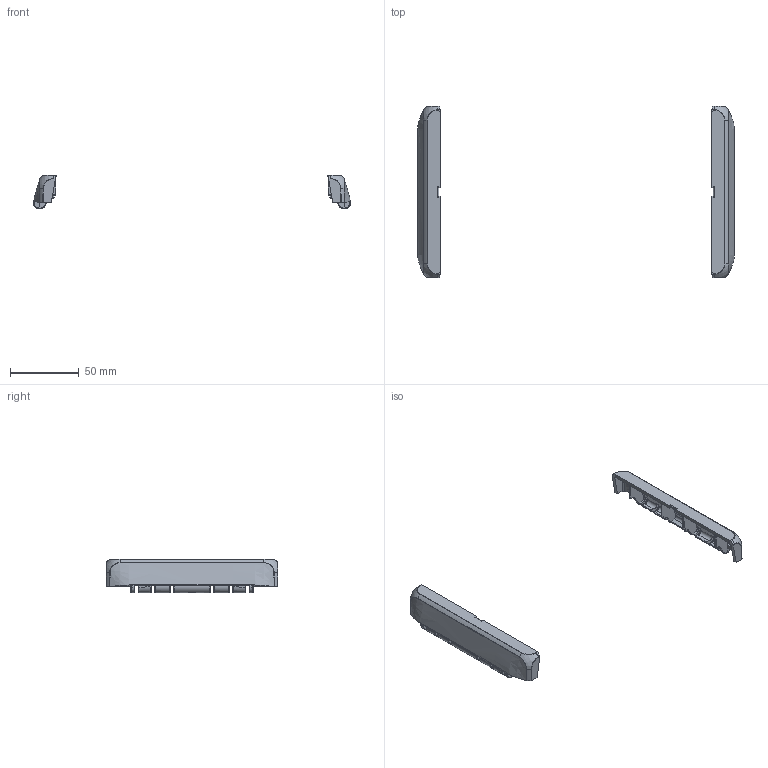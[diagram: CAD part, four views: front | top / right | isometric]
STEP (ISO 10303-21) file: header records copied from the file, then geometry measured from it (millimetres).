
FILE_DESCRIPTION((''),'2;1');
FILE_NAME('a96310200_B SC 13 PC-V0 3000.stp','2012-09-17T16:07:03',('haertel'),(''),'Autodesk Inventor 2013','Autodesk Inventor 2013','');
FILE_SCHEMA(('AUTOMOTIVE_DESIGN { 1 0 10303 214 1 1 1 1 }'));
Length unit declared in the file: millimetre
Products named in the file (2): B-SC 13_3Dsym; 1010349_3Dsym
Assembly tree (2 placements, depth 2):
  B-SC 13_3Dsym
    1010349_3Dsym  x2
Bounding box: 231 x 125 x 24.5 mm (x, y, z)
Volume: 23403.3 mm3; surface area: 22179.5 mm2
Topology: 2 solids, 2 shells, 686 faces, 1842 edges, 1162 vertices
Faces by surface type: bspline 258, cylinder 206, plane 206, sphere 16
Entity records: 37391 total; most frequent: CARTESIAN_POINT 29460, ORIENTED_EDGE 1842, DIRECTION 1381, EDGE_CURVE 921, VERTEX_POINT 581, AXIS2_PLACEMENT_3D 518, VECTOR 345, LINE 345
